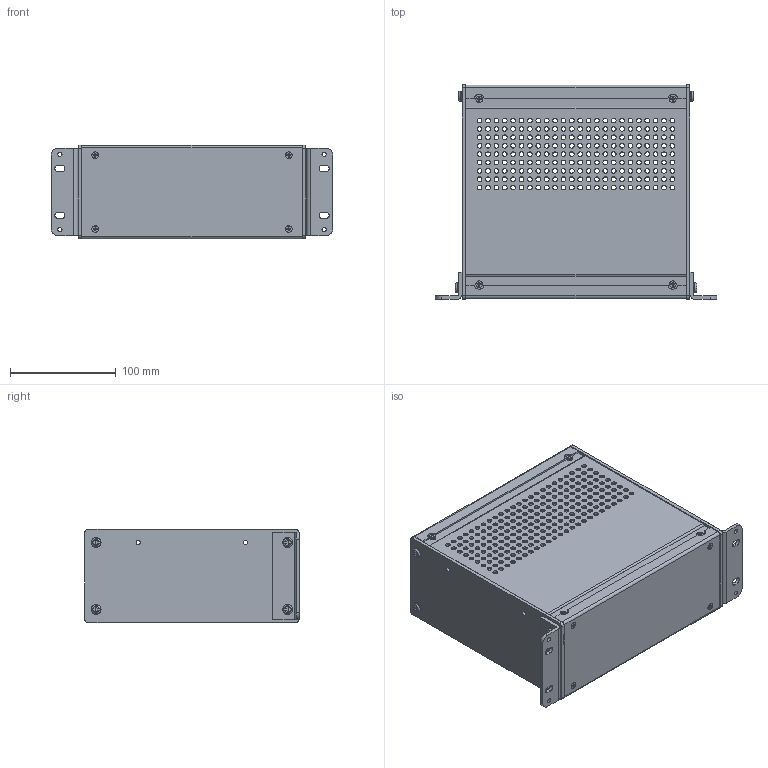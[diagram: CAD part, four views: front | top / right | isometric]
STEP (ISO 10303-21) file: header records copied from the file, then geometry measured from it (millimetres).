
FILE_DESCRIPTION(/* description */ (''),/* implementation_level */ '2;1');
FILE_NAME(/* name */ 'RMCV9038.stp',/* time_stamp */ '2017-05-31T14:46:06-04:00',/* author */ ('mbeerman'),/* organization */ (''),/* preprocessor_version */ 'ST-DEVELOPER v16.1',/* originating_system */ 'Autodesk Inventor 2016',/* authorisation */ '');
FILE_SCHEMA (('AUTOMOTIVE_DESIGN { 1 0 10303 214 3 1 1 }'));
Length unit declared in the file: millimetre
Products named in the file (11): COM53880; COM53877-1; COM53875-2; COM53878-2; SCS19498; SCS19535; NTS16752; NTS16847; COM53874-1; COM53874-1_1; RMCV9038
Assembly tree (43 placements, depth 3):
  RMCV9038
    COM53880  x2
    COM53877-1  x2
    COM53875-2  x2
    COM53878-2  x2
    SCS19498  x8
    SCS19535  x16
    COM53874-1_1  x4
      NTS16752
      NTS16847
      COM53874-1
Bounding box: 266.7 x 203.44 x 88.42 mm (x, y, z)
Volume: 377059.5 mm3; surface area: 410124.3 mm2
Topology: 60 solids, 60 shells, 1456 faces, 4240 edges, 2960 vertices
Faces by surface type: cylinder 748, plane 636, cone 56, torus 16
Full cylindrical faces by diameter (mm): 3.505 x16, 3.962 x4, 3.969 x4, 4.039 x24, 4.064 x16, 4.496 x432, 4.75 x12, 4.763 x16, 4.801 x8, 5.105 x12, 6.198 x12, 6.35 x8, 7.112 x12, 8.636 x12, 9.347 x16
Entity records: 13437 total; most frequent: DIRECTION 2358, CARTESIAN_POINT 2093, ORIENTED_EDGE 1712, EDGE_LOOP 1162, AXIS2_PLACEMENT_3D 1051, EDGE_CURVE 856, FACE_BOUND 756, VERTEX_POINT 736
